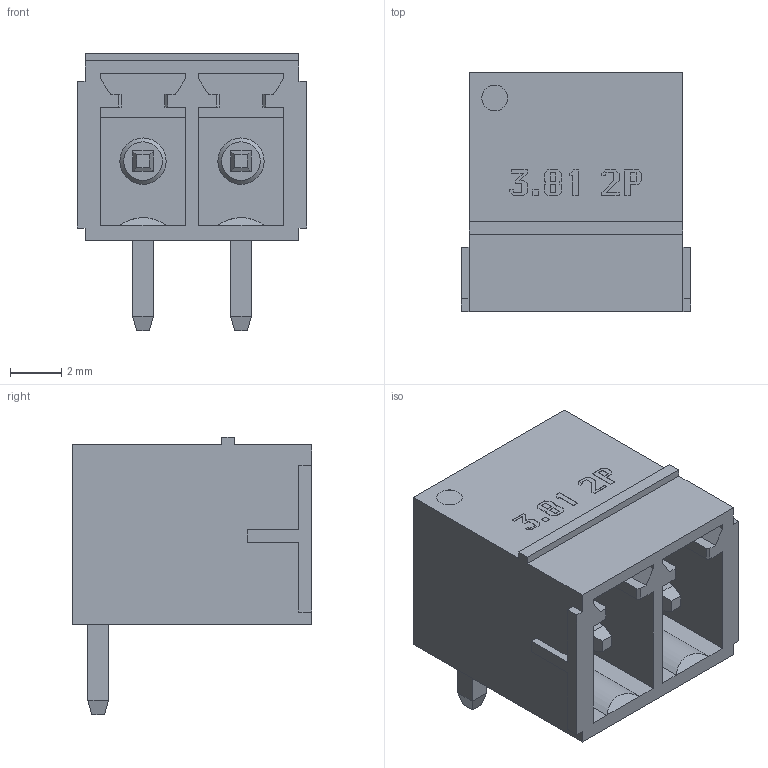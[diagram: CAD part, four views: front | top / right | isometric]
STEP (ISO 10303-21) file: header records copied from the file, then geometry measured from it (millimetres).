
FILE_DESCRIPTION(/* description */ ('model of Conn_Universal-3.81-2P-SIDE'),/* implementation_level */ '2;1');
FILE_NAME(/* name */ 'Conn_Universal-3.81-2P-SIDE.stp',/* time_stamp */ '2015-12-05T23:09:58',/* author */ ('Joan The Spark',''),/* organization */ (''),/* preprocessor_version */ '',/* originating_system */ '',/* authorisation */ '');
FILE_SCHEMA (('AUTOMOTIVE_DESIGN { 1 0 10303 214 3 1 1 }'));
Length unit declared in the file: millimetre
Products named in the file (1): Conn_Universal-3.81-xP-SIDE
Bounding box: 8.92 x 9.3 x 10.8 mm (x, y, z)
Volume: 283.5 mm3; surface area: 858.8 mm2
Topology: 1 solids, 1 shells, 230 faces, 608 edges, 398 vertices
Faces by surface type: plane 221, cylinder 7, cone 2
Full cylindrical faces by diameter (mm): 1 x1, 1.8 x2
Entity records: 7153 total; most frequent: CARTESIAN_POINT 1232, ORIENTED_EDGE 1206, DIRECTION 1081, EDGE_CURVE 603, LINE 587, VECTOR 587, VERTEX_POINT 398, EDGE_LOOP 253
